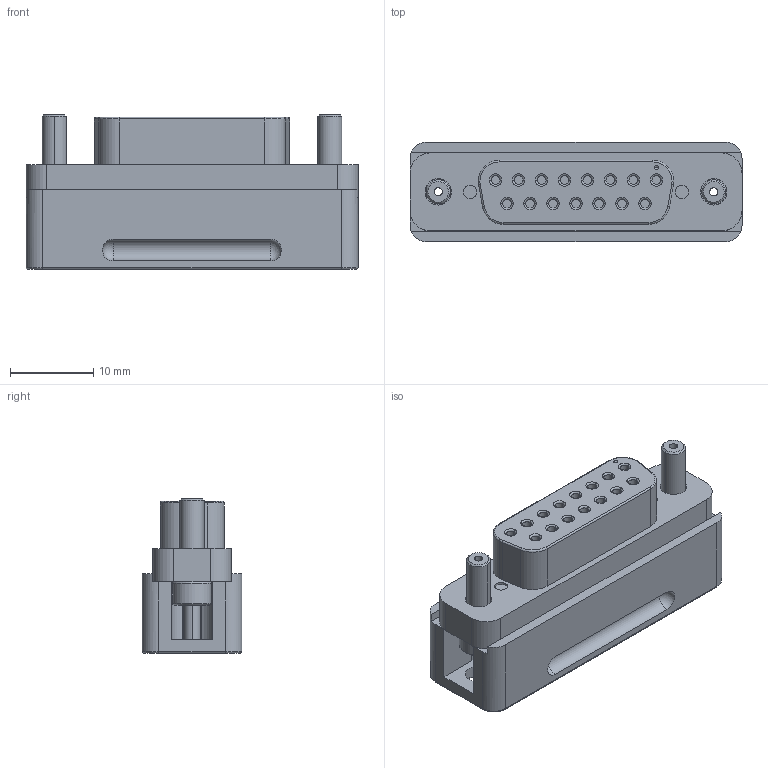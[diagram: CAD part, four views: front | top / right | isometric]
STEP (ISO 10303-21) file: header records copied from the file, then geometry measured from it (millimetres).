
FILE_DESCRIPTION (( 'STEP AP214' ), '1' );
FILE_NAME ('15 Way D-Sub Female.STEP', '2023-08-23T14:10:00', ( '' ), ( '' ), 'SwSTEP 2.0', 'SolidWorks 2023', '' );
FILE_SCHEMA (( 'AUTOMOTIVE_DESIGN' ));
Length unit declared in the file: millimetre
Products named in the file (1): 15 Way D-Sub Female
Bounding box: 40 x 12 x 18.6 mm (x, y, z)
Volume: 5607.9 mm3; surface area: 7350.5 mm2
Topology: 21 solids, 21 shells, 868 faces, 2067 edges, 1297 vertices
Faces by surface type: cylinder 367, plane 285, cone 123, torus 89, sphere 4
Entity records: 26151 total; most frequent: CARTESIAN_POINT 5001, DIRECTION 4734, ORIENTED_EDGE 4114, EDGE_CURVE 2057, AXIS2_PLACEMENT_3D 1942, VERTEX_POINT 1293, CIRCLE 1073, EDGE_LOOP 1040
